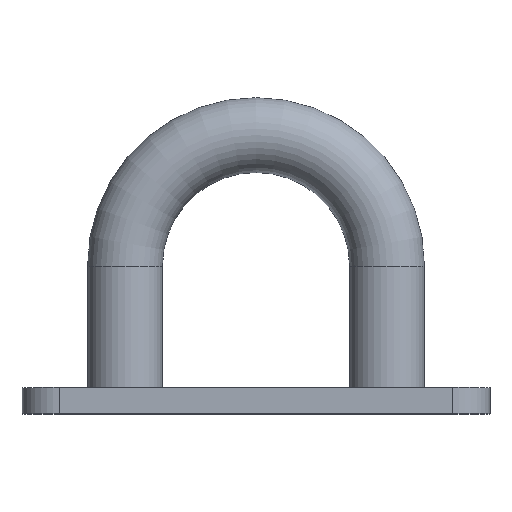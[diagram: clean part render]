
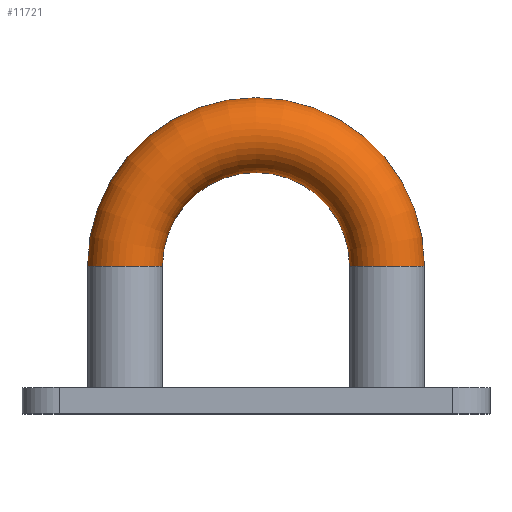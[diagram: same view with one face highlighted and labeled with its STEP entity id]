
A CAD part, top view. The second image highlights one B-rep face of the part: STEP entity #11721.
In plain terms, the highlighted toroidal (fillet/blend) face has major radius 14 mm and minor radius 4 mm.
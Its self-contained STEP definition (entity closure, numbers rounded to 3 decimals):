
#41 = CARTESIAN_POINT ( 'NONE',  ( 0., 15.8, 0. ) ) ;
#222 = DIRECTION ( 'NONE',  ( -1., 0., 0. ) ) ;
#2531 = DIRECTION ( 'NONE',  ( -1., 0., 0. ) ) ;
#2582 = EDGE_CURVE ( 'NONE', #5016, #12323, #6460, .T. ) ;
#2705 = CARTESIAN_POINT ( 'NONE',  ( 0., 15.8, 0. ) ) ;
#2745 = DIRECTION ( 'NONE',  ( 0., -1., 0. ) ) ;
#2915 = CIRCLE ( 'NONE', #13913, 10. ) ;
#3276 = CIRCLE ( 'NONE', #3815, 4. ) ;
#3664 = VERTEX_POINT ( 'NONE', #13075 ) ;
#3815 = AXIS2_PLACEMENT_3D ( 'NONE', #13205, #14343, #4561 ) ;
#3989 = DIRECTION ( 'NONE',  ( 0., 0., -1. ) ) ;
#4097 = CARTESIAN_POINT ( 'NONE',  ( -14., 15.8, 0. ) ) ;
#4561 = DIRECTION ( 'NONE',  ( 0., 0., -1. ) ) ;
#5016 = VERTEX_POINT ( 'NONE', #14444 ) ;
#5021 = ORIENTED_EDGE ( 'NONE', *, *, #7474, .T. ) ;
#5167 = ORIENTED_EDGE ( 'NONE', *, *, #12979, .F. ) ;
#5525 = CARTESIAN_POINT ( 'NONE',  ( 18., 15.8, 0. ) ) ;
#5654 = AXIS2_PLACEMENT_3D ( 'NONE', #2705, #7301, #222 ) ;
#5953 = EDGE_LOOP ( 'NONE', ( #5167, #11622, #10184, #5021 ) ) ;
#6314 = FACE_OUTER_BOUND ( 'NONE', #5953, .T. ) ;
#6460 = CIRCLE ( 'NONE', #12429, 4. ) ;
#7301 = DIRECTION ( 'NONE',  ( 0., 0., -1. ) ) ;
#7474 = EDGE_CURVE ( 'NONE', #3664, #7913, #3276, .T. ) ;
#7691 = CARTESIAN_POINT ( 'NONE',  ( -18., 15.8, 0. ) ) ;
#7786 = DIRECTION ( 'NONE',  ( -1., 0., 0. ) ) ;
#7815 = EDGE_CURVE ( 'NONE', #5016, #3664, #2915, .T. ) ;
#7913 = VERTEX_POINT ( 'NONE', #5525 ) ;
#10184 = ORIENTED_EDGE ( 'NONE', *, *, #7815, .T. ) ;
#10198 = CARTESIAN_POINT ( 'NONE',  ( 0., 15.8, 0. ) ) ;
#10300 = CIRCLE ( 'NONE', #5654, 18. ) ;
#11622 = ORIENTED_EDGE ( 'NONE', *, *, #2582, .F. ) ;
#11721 = ADVANCED_FACE ( 'NONE', ( #6314 ), #13724, .T. ) ;
#12323 = VERTEX_POINT ( 'NONE', #7691 ) ;
#12429 = AXIS2_PLACEMENT_3D ( 'NONE', #4097, #2745, #3989 ) ;
#12979 = EDGE_CURVE ( 'NONE', #12323, #7913, #10300, .T. ) ;
#13075 = CARTESIAN_POINT ( 'NONE',  ( 10., 15.8, 0. ) ) ;
#13205 = CARTESIAN_POINT ( 'NONE',  ( 14., 15.8, 0. ) ) ;
#13724 = TOROIDAL_SURFACE ( 'NONE', #13880, 14., 4. ) ;
#13880 = AXIS2_PLACEMENT_3D ( 'NONE', #41, #14261, #2531 ) ;
#13913 = AXIS2_PLACEMENT_3D ( 'NONE', #10198, #14814, #7786 ) ;
#14261 = DIRECTION ( 'NONE',  ( 0., 0., -1. ) ) ;
#14343 = DIRECTION ( 'NONE',  ( 0., 1., 0. ) ) ;
#14444 = CARTESIAN_POINT ( 'NONE',  ( -10., 15.8, 0. ) ) ;
#14814 = DIRECTION ( 'NONE',  ( 0., 0., -1. ) ) ;
